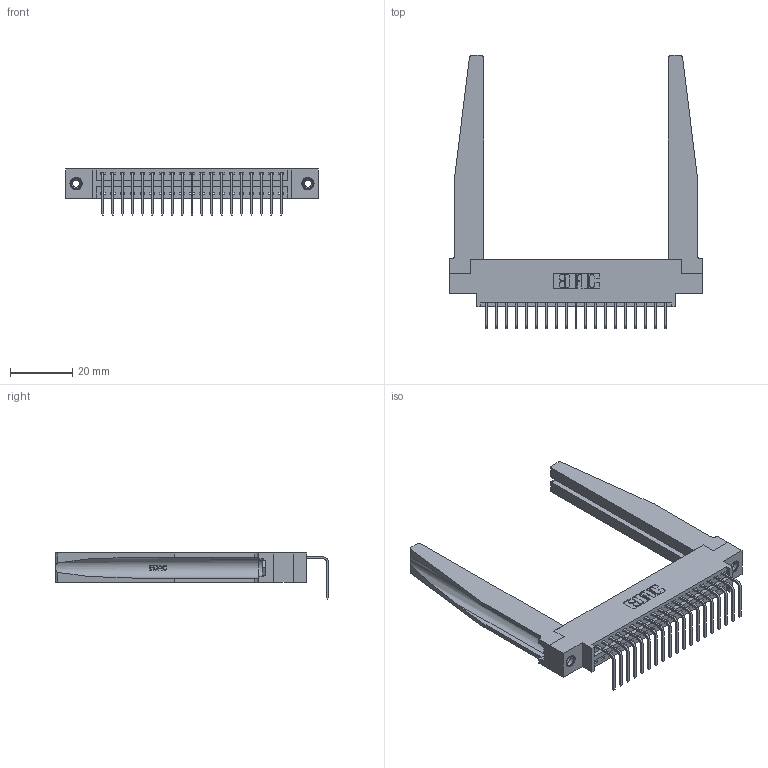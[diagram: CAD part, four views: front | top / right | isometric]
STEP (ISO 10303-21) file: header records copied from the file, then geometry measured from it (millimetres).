
FILE_DESCRIPTION (( 'STEP AP203' ), '1' );
FILE_NAME ('346-019-558-678.STEP', '2022-05-05T15:52:49', ( '' ), ( '' ), 'SwSTEP 2.0', 'SolidWorks 2020', '' );
FILE_SCHEMA (( 'CONFIG_CONTROL_DESIGN' ));
Length unit declared in the file: inch
Products named in the file (5): 345-292-001_558 Tail - 2; 345-250-001_345-250-001-102; 346 Part_0.170 Offset - 0.156 Dia-TH; 346-019-558-678; 346-220-078_345-220-078
Assembly tree (24 placements, depth 2):
  346-019-558-678
    346 Part_0.170 Offset - 0.156 Dia-TH
    345-292-001_558 Tail - 2  x19
    346-220-078_345-220-078  x2
    345-250-001_345-250-001-102  x2
Bounding box: 80.9 x 87.44 x 14.73 mm (x, y, z)
Volume: 14384.8 mm3; surface area: 16206.2 mm2
Topology: 24 solids, 24 shells, 1514 faces, 4443 edges, 2926 vertices
Faces by surface type: plane 1034, cylinder 428, bspline 36, cone 12, torus 4
Entity records: 20268 total; most frequent: CARTESIAN_POINT 4398, ORIENTED_EDGE 3238, DIRECTION 2891, EDGE_CURVE 1619, LINE 1317, VECTOR 1317, VERTEX_POINT 1072, AXIS2_PLACEMENT_3D 787
